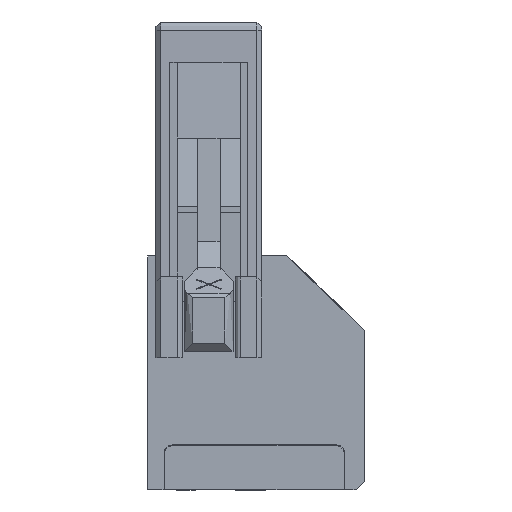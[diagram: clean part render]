
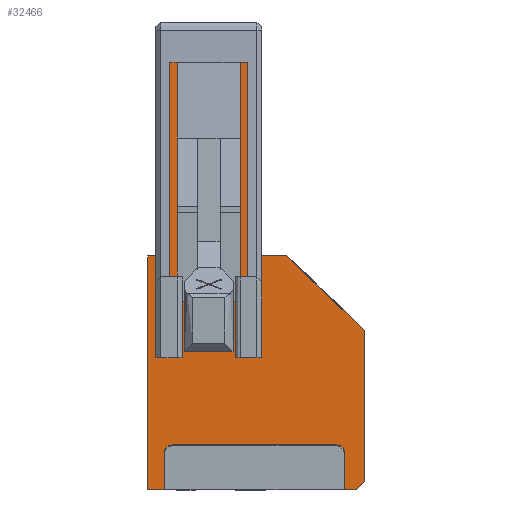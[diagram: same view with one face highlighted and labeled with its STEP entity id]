
A CAD part, left-side view. The second image highlights one B-rep face of the part: STEP entity #32466.
In plain terms, the highlighted planar face has unit normal (-1, 0, 0).
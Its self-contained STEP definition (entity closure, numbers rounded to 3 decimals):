
#32271=CARTESIAN_POINT('',(-17.84,-7.925,-26.2));
#32272=VERTEX_POINT('',#32271);
#32273=CARTESIAN_POINT('',(-17.84,2.275,-26.2));
#32274=VERTEX_POINT('',#32273);
#32275=CARTESIAN_POINT('',(-17.84,-7.925,-26.2));
#32276=DIRECTION('',(0.,1.,0.));
#32277=VECTOR('',#32276,10.2);
#32278=LINE('',#32275,#32277);
#32279=EDGE_CURVE('',#32272,#32274,#32278,.T.);
#32306=CARTESIAN_POINT('',(-17.84,-2.925,-14.5));
#32307=DIRECTION('',(0.,0.,-1.));
#32308=DIRECTION('',(-1.,-0.,-0.));
#32309=AXIS2_PLACEMENT_3D('',#32306,#32308,#32307);
#32310=PLANE('',#32309);
#32311=CARTESIAN_POINT('',(-17.84,2.425,-20.8));
#32312=VERTEX_POINT('',#32311);
#32313=CARTESIAN_POINT('',(-17.84,3.275,-20.8));
#32314=VERTEX_POINT('',#32313);
#32315=CARTESIAN_POINT('',(-17.84,2.425,-20.8));
#32316=DIRECTION('',(0.,1.,0.));
#32317=VECTOR('',#32316,0.85);
#32318=LINE('',#32315,#32317);
#32319=EDGE_CURVE('',#32312,#32314,#32318,.T.);
#32320=ORIENTED_EDGE('',*,*,#32319,.T.);
#32321=CARTESIAN_POINT('',(-17.84,3.275,-14.5));
#32322=VERTEX_POINT('',#32321);
#32323=CARTESIAN_POINT('',(-17.84,3.275,-20.8));
#32324=DIRECTION('',(0.,0.,1.));
#32325=VECTOR('',#32324,6.3);
#32326=LINE('',#32323,#32325);
#32327=EDGE_CURVE('',#32314,#32322,#32326,.T.);
#32328=ORIENTED_EDGE('',*,*,#32327,.T.);
#32329=CARTESIAN_POINT('',(-17.84,3.775,-14.5));
#32330=VERTEX_POINT('',#32329);
#32331=CARTESIAN_POINT('',(-17.84,3.275,-14.5));
#32332=DIRECTION('',(0.,1.,0.));
#32333=VECTOR('',#32332,0.5);
#32334=LINE('',#32331,#32333);
#32335=EDGE_CURVE('',#32322,#32330,#32334,.T.);
#32336=ORIENTED_EDGE('',*,*,#32335,.T.);
#32337=CARTESIAN_POINT('',(-17.84,3.775,-29.));
#32338=VERTEX_POINT('',#32337);
#32339=CARTESIAN_POINT('',(-17.84,3.775,-14.5));
#32340=DIRECTION('',(0.,0.,-1.));
#32341=VECTOR('',#32340,14.5);
#32342=LINE('',#32339,#32341);
#32343=EDGE_CURVE('',#32330,#32338,#32342,.T.);
#32344=ORIENTED_EDGE('',*,*,#32343,.T.);
#32345=CARTESIAN_POINT('',(-17.84,2.775,-29.));
#32346=VERTEX_POINT('',#32345);
#32347=CARTESIAN_POINT('',(-17.84,3.775,-29.));
#32348=DIRECTION('',(0.,-1.,0.));
#32349=VECTOR('',#32348,1.);
#32350=LINE('',#32347,#32349);
#32351=EDGE_CURVE('',#32338,#32346,#32350,.T.);
#32352=ORIENTED_EDGE('',*,*,#32351,.T.);
#32353=CARTESIAN_POINT('',(-17.84,2.775,-26.7));
#32354=VERTEX_POINT('',#32353);
#32355=CARTESIAN_POINT('',(-17.84,2.775,-29.));
#32356=DIRECTION('',(0.,0.,1.));
#32357=VECTOR('',#32356,2.3);
#32358=LINE('',#32355,#32357);
#32359=EDGE_CURVE('',#32346,#32354,#32358,.T.);
#32360=ORIENTED_EDGE('',*,*,#32359,.T.);
#32361=CARTESIAN_POINT('',(-17.84,2.275,-26.7));
#32362=DIRECTION('',(0.,1.,0.));
#32363=DIRECTION('',(1.,0.,0.));
#32364=AXIS2_PLACEMENT_3D('',#32361,#32363,#32362);
#32365=CIRCLE('',#32364,0.5);
#32366=EDGE_CURVE('',#32354,#32274,#32365,.T.);
#32367=ORIENTED_EDGE('',*,*,#32366,.T.);
#32368=ORIENTED_EDGE('',*,*,#32279,.F.);
#32369=CARTESIAN_POINT('',(-17.84,-8.425,-26.7));
#32370=VERTEX_POINT('',#32369);
#32371=CARTESIAN_POINT('',(-17.84,-7.925,-26.7));
#32372=DIRECTION('',(0.,0.,1.));
#32373=DIRECTION('',(1.,0.,0.));
#32374=AXIS2_PLACEMENT_3D('',#32371,#32373,#32372);
#32375=CIRCLE('',#32374,0.5);
#32376=EDGE_CURVE('',#32272,#32370,#32375,.T.);
#32377=ORIENTED_EDGE('',*,*,#32376,.T.);
#32378=CARTESIAN_POINT('',(-17.84,-8.425,-29.));
#32379=VERTEX_POINT('',#32378);
#32380=CARTESIAN_POINT('',(-17.84,-8.425,-26.7));
#32381=DIRECTION('',(0.,0.,-1.));
#32382=VECTOR('',#32381,2.3);
#32383=LINE('',#32380,#32382);
#32384=EDGE_CURVE('',#32370,#32379,#32383,.T.);
#32385=ORIENTED_EDGE('',*,*,#32384,.T.);
#32386=CARTESIAN_POINT('',(-17.84,-9.125,-29.));
#32387=VERTEX_POINT('',#32386);
#32388=CARTESIAN_POINT('',(-17.84,-8.425,-29.));
#32389=DIRECTION('',(0.,-1.,0.));
#32390=VECTOR('',#32389,0.7);
#32391=LINE('',#32388,#32390);
#32392=EDGE_CURVE('',#32379,#32387,#32391,.T.);
#32393=ORIENTED_EDGE('',*,*,#32392,.T.);
#32394=CARTESIAN_POINT('',(-17.84,-9.625,-28.5));
#32395=VERTEX_POINT('',#32394);
#32396=CARTESIAN_POINT('',(-17.84,-9.125,-29.));
#32397=DIRECTION('',(0.,-0.707,0.707));
#32398=VECTOR('',#32397,0.707);
#32399=LINE('',#32396,#32398);
#32400=EDGE_CURVE('',#32387,#32395,#32399,.T.);
#32401=ORIENTED_EDGE('',*,*,#32400,.T.);
#32402=CARTESIAN_POINT('',(-17.84,-9.625,-19.1));
#32403=VERTEX_POINT('',#32402);
#32404=CARTESIAN_POINT('',(-17.84,-9.625,-28.5));
#32405=DIRECTION('',(0.,0.,1.));
#32406=VECTOR('',#32405,9.4);
#32407=LINE('',#32404,#32406);
#32408=EDGE_CURVE('',#32395,#32403,#32407,.T.);
#32409=ORIENTED_EDGE('',*,*,#32408,.T.);
#32410=CARTESIAN_POINT('',(-17.84,-4.825,-14.5));
#32411=VERTEX_POINT('',#32410);
#32412=CARTESIAN_POINT('',(-17.84,-9.625,-19.1));
#32413=DIRECTION('',(0.,0.722,0.692));
#32414=VECTOR('',#32413,6.648);
#32415=LINE('',#32412,#32414);
#32416=EDGE_CURVE('',#32403,#32411,#32415,.T.);
#32417=ORIENTED_EDGE('',*,*,#32416,.T.);
#32418=CARTESIAN_POINT('',(-17.84,-3.275,-14.5));
#32419=VERTEX_POINT('',#32418);
#32420=CARTESIAN_POINT('',(-17.84,-4.825,-14.5));
#32421=DIRECTION('',(0.,1.,0.));
#32422=VECTOR('',#32421,1.55);
#32423=LINE('',#32420,#32422);
#32424=EDGE_CURVE('',#32411,#32419,#32423,.T.);
#32425=ORIENTED_EDGE('',*,*,#32424,.T.);
#32426=CARTESIAN_POINT('',(-17.84,-3.275,-20.8));
#32427=VERTEX_POINT('',#32426);
#32428=CARTESIAN_POINT('',(-17.84,-3.275,-14.5));
#32429=DIRECTION('',(0.,0.,-1.));
#32430=VECTOR('',#32429,6.3);
#32431=LINE('',#32428,#32430);
#32432=EDGE_CURVE('',#32419,#32427,#32431,.T.);
#32433=ORIENTED_EDGE('',*,*,#32432,.T.);
#32434=CARTESIAN_POINT('',(-17.84,-2.425,-20.8));
#32435=VERTEX_POINT('',#32434);
#32436=CARTESIAN_POINT('',(-17.84,-3.275,-20.8));
#32437=DIRECTION('',(0.,1.,0.));
#32438=VECTOR('',#32437,0.85);
#32439=LINE('',#32436,#32438);
#32440=EDGE_CURVE('',#32427,#32435,#32439,.T.);
#32441=ORIENTED_EDGE('',*,*,#32440,.T.);
#32442=CARTESIAN_POINT('',(-17.84,-2.425,0.));
#32443=VERTEX_POINT('',#32442);
#32444=CARTESIAN_POINT('',(-17.84,-2.425,-20.8));
#32445=DIRECTION('',(0.,0.,1.));
#32446=VECTOR('',#32445,20.8);
#32447=LINE('',#32444,#32446);
#32448=EDGE_CURVE('',#32435,#32443,#32447,.T.);
#32449=ORIENTED_EDGE('',*,*,#32448,.T.);
#32450=CARTESIAN_POINT('',(-17.84,2.425,0.));
#32451=VERTEX_POINT('',#32450);
#32452=CARTESIAN_POINT('',(-17.84,-2.425,0.));
#32453=DIRECTION('',(0.,1.,0.));
#32454=VECTOR('',#32453,4.85);
#32455=LINE('',#32452,#32454);
#32456=EDGE_CURVE('',#32443,#32451,#32455,.T.);
#32457=ORIENTED_EDGE('',*,*,#32456,.T.);
#32458=CARTESIAN_POINT('',(-17.84,2.425,0.));
#32459=DIRECTION('',(0.,0.,-1.));
#32460=VECTOR('',#32459,20.8);
#32461=LINE('',#32458,#32460);
#32462=EDGE_CURVE('',#32451,#32312,#32461,.T.);
#32463=ORIENTED_EDGE('',*,*,#32462,.T.);
#32464=EDGE_LOOP('',(#32320,#32328,#32336,#32344,#32352,#32360,#32367,#32368,#32377,#32385,#32393,#32401,#32409,#32417,#32425,#32433,#32441,#32449,#32457,#32463));
#32465=FACE_OUTER_BOUND('',#32464,.T.);
#32466=ADVANCED_FACE('',(#32465),#32310,.T.);
